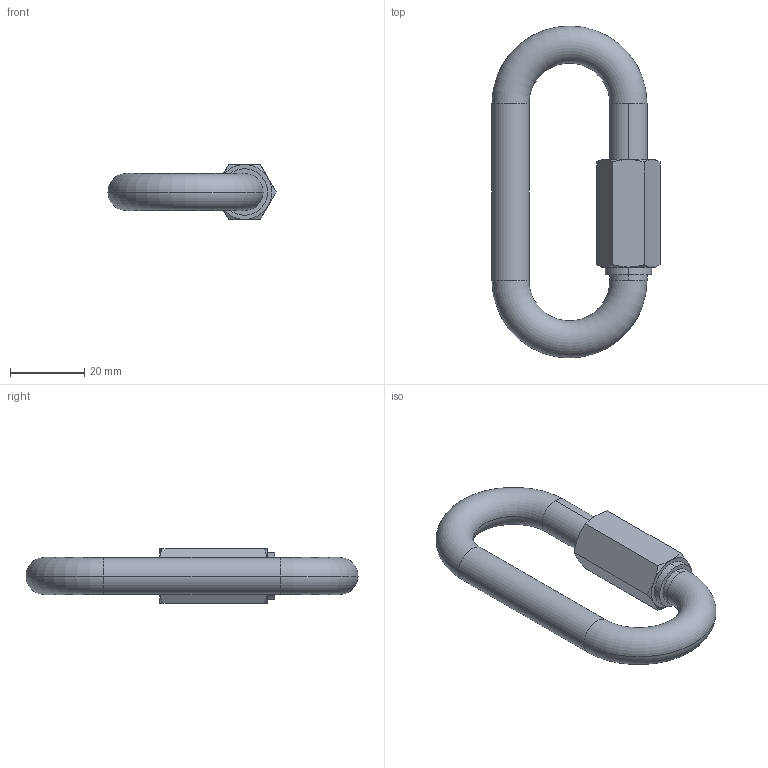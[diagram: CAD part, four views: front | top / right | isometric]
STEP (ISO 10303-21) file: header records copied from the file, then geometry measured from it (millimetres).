
FILE_DESCRIPTION (( 'STEP AP203' ), '1' );
FILE_NAME ('100078010.step', '2017-10-27T13:52:58', ( '' ), ( '' ), 'SwSTEP 2.0', 'SolidWorks 2015', '' );
FILE_SCHEMA (( 'CONFIG_CONTROL_DESIGN' ));
Length unit declared in the file: millimetre
Products named in the file (3): 100078010; 10007800X Teil2_100078010 Teil2; 10007800X Teil1_100078010 Teil1
Assembly tree (2 placements, depth 2):
  100078010
    10007800X Teil1_100078010 Teil1
    10007800X Teil2_100078010 Teil2
Bounding box: 45.32 x 89.5 x 14.75 mm (x, y, z)
Volume: 17803 mm3; surface area: 8646.9 mm2
Topology: 2 solids, 2 shells, 60 faces, 126 edges, 72 vertices
Faces by surface type: cone 22, cylinder 18, plane 12, torus 8
Entity records: 1987 total; most frequent: CARTESIAN_POINT 399, DIRECTION 300, ORIENTED_EDGE 252, AXIS2_PLACEMENT_3D 133, EDGE_CURVE 126, VERTEX_POINT 72, CIRCLE 68, EDGE_LOOP 64
